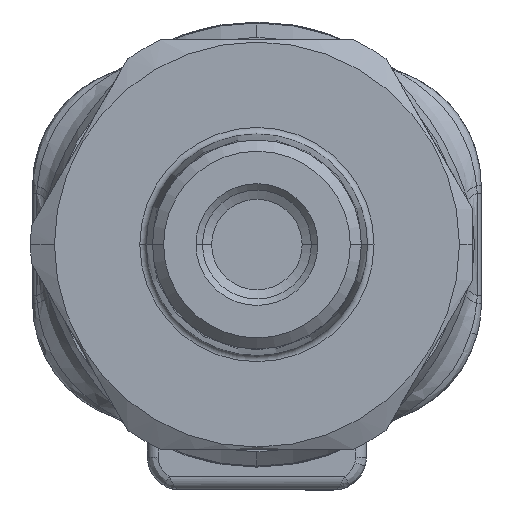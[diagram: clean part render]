
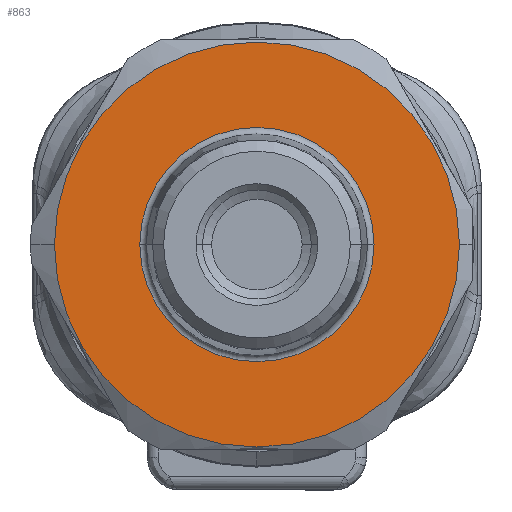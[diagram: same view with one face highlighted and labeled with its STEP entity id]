
A CAD part, front view. The second image highlights one B-rep face of the part: STEP entity #863.
In plain terms, the highlighted face is planar.
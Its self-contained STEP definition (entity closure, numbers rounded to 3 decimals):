
#514 = EDGE_CURVE ( 'NONE', #12120, #1335, #9789, .T. ) ;
#863 = ADVANCED_FACE ( 'NONE', ( #2222, #3028 ), #2658, .T. ) ;
#934 = AXIS2_PLACEMENT_3D ( 'NONE', #9073, #6081, #11137 ) ;
#1335 = VERTEX_POINT ( 'NONE', #13267 ) ;
#1614 = CARTESIAN_POINT ( 'NONE',  ( -14.6, 9.4, 0. ) ) ;
#2222 = FACE_BOUND ( 'NONE', #6414, .T. ) ;
#2324 = DIRECTION ( 'NONE',  ( 1., 0., 0. ) ) ;
#2574 = DIRECTION ( 'NONE',  ( 0., -1., 0. ) ) ;
#2658 = PLANE ( 'NONE',  #7764 ) ;
#2805 = EDGE_CURVE ( 'NONE', #3424, #10592, #12002, .T. ) ;
#3001 = DIRECTION ( 'NONE',  ( 0., 1., 0. ) ) ;
#3028 = FACE_OUTER_BOUND ( 'NONE', #8692, .T. ) ;
#3210 = ORIENTED_EDGE ( 'NONE', *, *, #8114, .T. ) ;
#3381 = AXIS2_PLACEMENT_3D ( 'NONE', #4115, #11239, #3001 ) ;
#3424 = VERTEX_POINT ( 'NONE', #10423 ) ;
#3440 = ORIENTED_EDGE ( 'NONE', *, *, #514, .T. ) ;
#4115 = CARTESIAN_POINT ( 'NONE',  ( -14.6, 0., 0. ) ) ;
#4537 = CIRCLE ( 'NONE', #934, 9.4 ) ;
#4539 = ORIENTED_EDGE ( 'NONE', *, *, #7927, .F. ) ;
#4805 = DIRECTION ( 'NONE',  ( 1., 0., 0. ) ) ;
#6014 = AXIS2_PLACEMENT_3D ( 'NONE', #11080, #4805, #6959 ) ;
#6081 = DIRECTION ( 'NONE',  ( 1., 0., 0. ) ) ;
#6172 = CARTESIAN_POINT ( 'NONE',  ( -14.6, -9.4, 0. ) ) ;
#6414 = EDGE_LOOP ( 'NONE', ( #3210, #3440 ) ) ;
#6665 = DIRECTION ( 'NONE',  ( -1., 0., 0. ) ) ;
#6713 = ORIENTED_EDGE ( 'NONE', *, *, #2805, .F. ) ;
#6959 = DIRECTION ( 'NONE',  ( 0., 1., 0. ) ) ;
#7477 = DIRECTION ( 'NONE',  ( 0., 1., 0. ) ) ;
#7764 = AXIS2_PLACEMENT_3D ( 'NONE', #1614, #6665, #2574 ) ;
#7927 = EDGE_CURVE ( 'NONE', #10592, #3424, #4537, .T. ) ;
#8114 = EDGE_CURVE ( 'NONE', #1335, #12120, #12282, .T. ) ;
#8692 = EDGE_LOOP ( 'NONE', ( #6713, #4539 ) ) ;
#9073 = CARTESIAN_POINT ( 'NONE',  ( -14.6, 0., 0. ) ) ;
#9220 = AXIS2_PLACEMENT_3D ( 'NONE', #11576, #2324, #7477 ) ;
#9789 = CIRCLE ( 'NONE', #3381, 5.436 ) ;
#10423 = CARTESIAN_POINT ( 'NONE',  ( -14.6, 9.4, 0. ) ) ;
#10592 = VERTEX_POINT ( 'NONE', #6172 ) ;
#11080 = CARTESIAN_POINT ( 'NONE',  ( -14.6, 0., 0. ) ) ;
#11137 = DIRECTION ( 'NONE',  ( 0., 1., 0. ) ) ;
#11239 = DIRECTION ( 'NONE',  ( 1., 0., 0. ) ) ;
#11576 = CARTESIAN_POINT ( 'NONE',  ( -14.6, 0., 0. ) ) ;
#12002 = CIRCLE ( 'NONE', #6014, 9.4 ) ;
#12120 = VERTEX_POINT ( 'NONE', #13090 ) ;
#12282 = CIRCLE ( 'NONE', #9220, 5.436 ) ;
#13090 = CARTESIAN_POINT ( 'NONE',  ( -14.6, -5.436, 0. ) ) ;
#13267 = CARTESIAN_POINT ( 'NONE',  ( -14.6, 5.436, 0. ) ) ;
